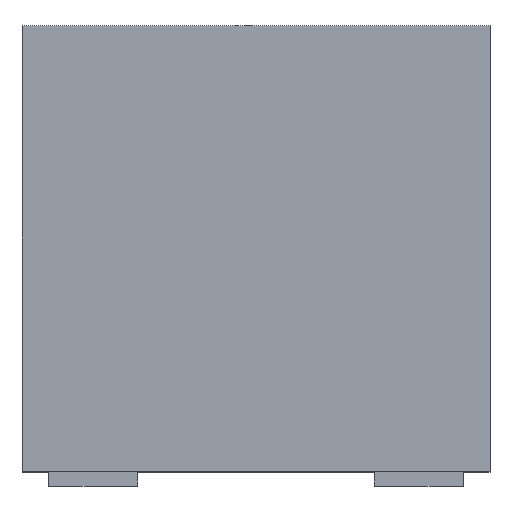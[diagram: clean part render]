
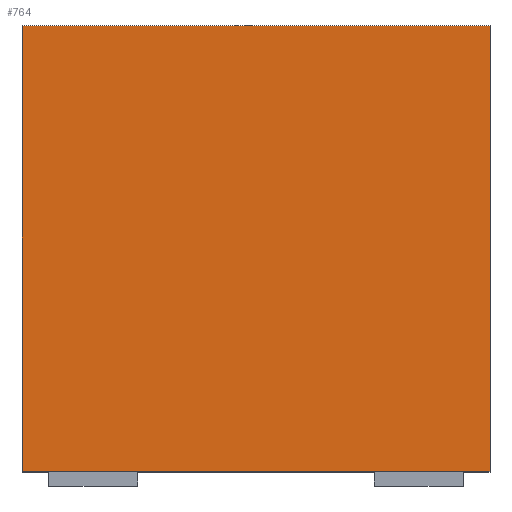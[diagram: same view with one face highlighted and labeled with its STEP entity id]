
A CAD part, top view. The second image highlights one B-rep face of the part: STEP entity #764.
In plain terms, the highlighted planar face has unit normal (0, 0, 1).
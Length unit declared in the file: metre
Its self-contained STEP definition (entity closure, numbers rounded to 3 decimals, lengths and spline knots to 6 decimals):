
#86=ORIENTED_EDGE('',*,*,#232,.T.);
#87=ORIENTED_EDGE('',*,*,#252,.T.);
#88=ORIENTED_EDGE('',*,*,#255,.F.);
#89=ORIENTED_EDGE('',*,*,#257,.F.);
#232=EDGE_CURVE('',#321,#320,#386,.T.);
#252=EDGE_CURVE('',#320,#337,#406,.T.);
#255=EDGE_CURVE('',#339,#337,#409,.T.);
#257=EDGE_CURVE('',#321,#339,#411,.T.);
#320=VERTEX_POINT('',#1459);
#321=VERTEX_POINT('',#1461);
#337=VERTEX_POINT('',#1497);
#339=VERTEX_POINT('',#1503);
#386=LINE('',#1460,#446);
#406=LINE('',#1498,#466);
#409=LINE('',#1504,#469);
#411=LINE('',#1507,#471);
#446=VECTOR('',#1235,1.);
#466=VECTOR('',#1257,1.);
#469=VECTOR('',#1262,1.);
#471=VECTOR('',#1266,1.);
#509=EDGE_LOOP('',(#86,#87,#88,#89));
#591=FACE_BOUND('',#509,.T.);
#672=PLANE('',#1152);
#764=ADVANCED_FACE('Face appearance 2',(#591),#672,.T.);
#1152=AXIS2_PLACEMENT_3D('',#1508,#1267,#1268);
#1235=DIRECTION('',(0.,-1.,0.));
#1257=DIRECTION('',(1.,0.,0.));
#1262=DIRECTION('',(0.,-1.,0.));
#1266=DIRECTION('',(1.,0.,0.));
#1267=DIRECTION('',(0.,0.,1.));
#1268=DIRECTION('',(1.,0.,0.));
#1459=CARTESIAN_POINT('',(0.,-0.01505,0.01295));
#1460=CARTESIAN_POINT('',(0.,-0.007525,0.01295));
#1461=CARTESIAN_POINT('',(0.,0.,0.01295));
#1497=CARTESIAN_POINT('',(0.0158,-0.01505,0.01295));
#1498=CARTESIAN_POINT('',(0.01385,-0.01505,0.01295));
#1503=CARTESIAN_POINT('',(0.0158,0.,0.01295));
#1504=CARTESIAN_POINT('',(0.0158,-0.007525,0.01295));
#1507=CARTESIAN_POINT('',(0.0079,0.,0.01295));
#1508=CARTESIAN_POINT('',(0.0079,-0.007525,0.01295));
